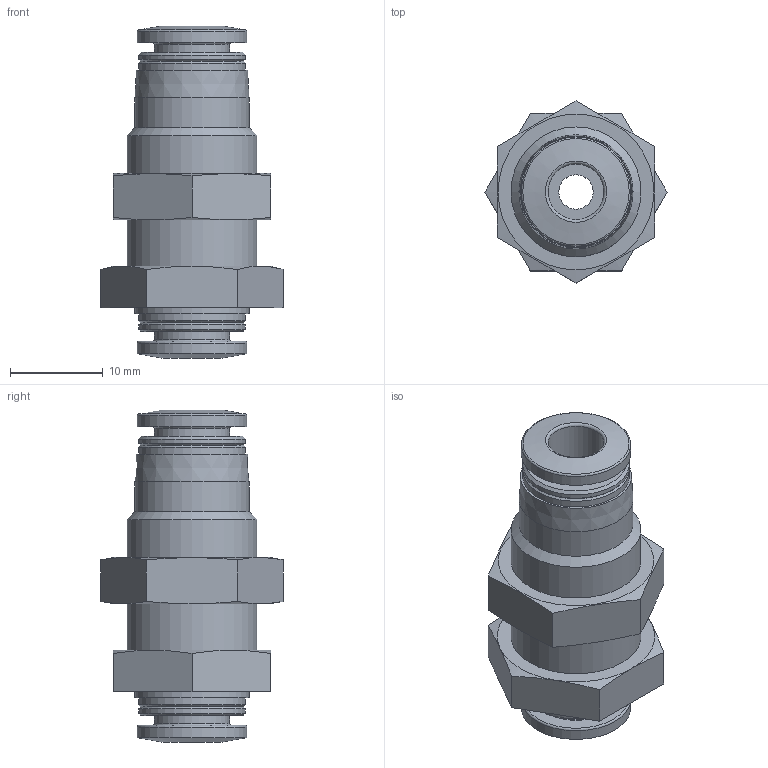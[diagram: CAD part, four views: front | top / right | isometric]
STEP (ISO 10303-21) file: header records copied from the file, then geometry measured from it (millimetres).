
FILE_DESCRIPTION(/* description */ ('STEP AP214'),/* implementation_level */ '2;1');
FILE_NAME(/* name */ '133101_NPQP-H-Q6-E-FD',/* time_stamp */ '2024-09-13T07:29:59+02:00',/* author */ ('License CC BY-ND 4.0'),/* organization */ ('CADENAS'),/* preprocessor_version */ 'ST-DEVELOPER v19.3',/* originating_system */ 'PARTsolutions',/* authorisation */ ' ');
FILE_SCHEMA (('AUTOMOTIVE_DESIGN {1 0 10303 214 3 1 1}'));
Length unit declared in the file: millimetre
Products named in the file (3): 133101 NPQP-H-Q6-E-FD; 132549 NPQP-H-Q6-E -1; 217686 Flachmutter M14X1.5-5-17
Assembly tree (2 placements, depth 2):
  133101 NPQP-H-Q6-E-FD
    132549 NPQP-H-Q6-E -1
    217686 Flachmutter M14X1.5-5-17
Bounding box: 19.63 x 19.63 x 35.8 mm (x, y, z)
Volume: 4606.6 mm3; surface area: 3941.3 mm2
Topology: 2 solids, 3 shells, 69 faces, 140 edges, 83 vertices
Faces by surface type: plane 24, cone 22, cylinder 17, torus 6
Full cylindrical faces by diameter (mm): 3.7 x1, 6 x2, 8.1 x2, 9.5 x1, 10.5 x1, 11.5 x4, 11.8 x2, 12.3 x2, 12.376 x1, 14 x1
Entity records: 1672 total; most frequent: CARTESIAN_POINT 332, DIRECTION 272, ORIENTED_EDGE 194, AXIS2_PLACEMENT_3D 127, EDGE_LOOP 120, FACE_BOUND 120, EDGE_CURVE 97, VERTEX_POINT 79
